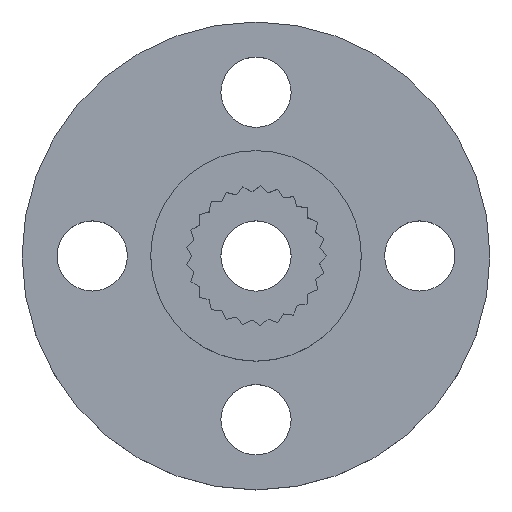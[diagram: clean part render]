
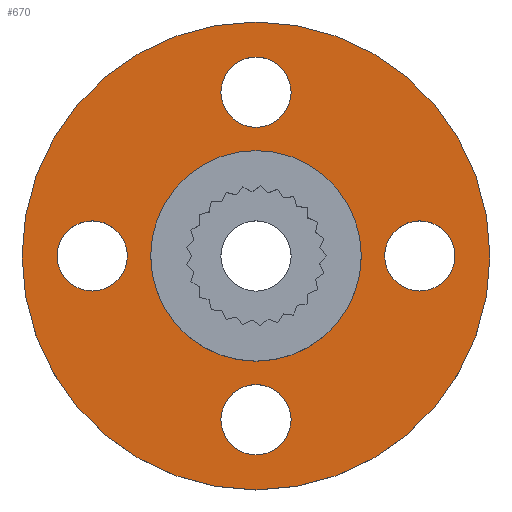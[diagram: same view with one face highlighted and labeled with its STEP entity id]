
A CAD part, top view. The second image highlights one B-rep face of the part: STEP entity #670.
In plain terms, the highlighted planar face has unit normal (0, 0, 1).
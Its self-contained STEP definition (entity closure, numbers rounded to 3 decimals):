
#41 = CIRCLE ( 'NONE', #2690, 1.5 ) ;
#64 = DIRECTION ( 'NONE',  ( 1., 0., 0. ) ) ;
#74 = FACE_BOUND ( 'NONE', #1020, .T. ) ;
#174 = ORIENTED_EDGE ( 'NONE', *, *, #1519, .F. ) ;
#187 = DIRECTION ( 'NONE',  ( 0., 0., 1. ) ) ;
#251 = CIRCLE ( 'NONE', #2020, 1.5 ) ;
#276 = DIRECTION ( 'NONE',  ( 1., 0., 0. ) ) ;
#281 = ORIENTED_EDGE ( 'NONE', *, *, #608, .F. ) ;
#305 = CARTESIAN_POINT ( 'NONE',  ( 0., 0., 2. ) ) ;
#310 = CIRCLE ( 'NONE', #2092, 1.5 ) ;
#317 = DIRECTION ( 'NONE',  ( 1., 0., 0. ) ) ;
#324 = CARTESIAN_POINT ( 'NONE',  ( -4.5, 0., 2. ) ) ;
#340 = AXIS2_PLACEMENT_3D ( 'NONE', #1792, #1552, #2313 ) ;
#422 = CARTESIAN_POINT ( 'NONE',  ( -7., 0., 2. ) ) ;
#452 = ORIENTED_EDGE ( 'NONE', *, *, #2473, .F. ) ;
#543 = DIRECTION ( 'NONE',  ( 1., 0., 0. ) ) ;
#557 = EDGE_LOOP ( 'NONE', ( #1450, #452 ) ) ;
#608 = EDGE_CURVE ( 'NONE', #2202, #2215, #1016, .T. ) ;
#617 = CARTESIAN_POINT ( 'NONE',  ( 10., 0., 2. ) ) ;
#643 = EDGE_LOOP ( 'NONE', ( #892, #174 ) ) ;
#661 = AXIS2_PLACEMENT_3D ( 'NONE', #1527, #853, #317 ) ;
#670 = ADVANCED_FACE ( 'NONE', ( #2985, #2261, #3050, #1277, #74, #2017 ), #2784, .T. ) ;
#682 = DIRECTION ( 'NONE',  ( 1., 0., 0. ) ) ;
#685 = ORIENTED_EDGE ( 'NONE', *, *, #2058, .F. ) ;
#702 = CARTESIAN_POINT ( 'NONE',  ( -1.5, -7., 2. ) ) ;
#743 = AXIS2_PLACEMENT_3D ( 'NONE', #2018, #1058, #1302 ) ;
#780 = DIRECTION ( 'NONE',  ( 0., 0., 1. ) ) ;
#813 = DIRECTION ( 'NONE',  ( 1., 0., 0. ) ) ;
#826 = CARTESIAN_POINT ( 'NONE',  ( 0., 0., 2. ) ) ;
#853 = DIRECTION ( 'NONE',  ( 0., 0., 1. ) ) ;
#891 = VERTEX_POINT ( 'NONE', #1358 ) ;
#892 = ORIENTED_EDGE ( 'NONE', *, *, #2986, .F. ) ;
#903 = DIRECTION ( 'NONE',  ( 1., 0., 0. ) ) ;
#907 = AXIS2_PLACEMENT_3D ( 'NONE', #826, #780, #543 ) ;
#969 = AXIS2_PLACEMENT_3D ( 'NONE', #3025, #2542, #2045 ) ;
#1000 = AXIS2_PLACEMENT_3D ( 'NONE', #1143, #2138, #2166 ) ;
#1016 = CIRCLE ( 'NONE', #661, 1.5 ) ;
#1020 = EDGE_LOOP ( 'NONE', ( #685, #2640 ) ) ;
#1056 = CARTESIAN_POINT ( 'NONE',  ( 8.5, 0., 2. ) ) ;
#1058 = DIRECTION ( 'NONE',  ( 0., 0., 1. ) ) ;
#1063 = CIRCLE ( 'NONE', #3013, 1.5 ) ;
#1078 = DIRECTION ( 'NONE',  ( 0., 0., 1. ) ) ;
#1132 = EDGE_CURVE ( 'NONE', #1689, #2494, #3009, .T. ) ;
#1140 = CARTESIAN_POINT ( 'NONE',  ( 0., 7., 2. ) ) ;
#1143 = CARTESIAN_POINT ( 'NONE',  ( 7., 0., 2. ) ) ;
#1243 = CARTESIAN_POINT ( 'NONE',  ( 5.5, 0., 2. ) ) ;
#1277 = FACE_BOUND ( 'NONE', #2127, .T. ) ;
#1302 = DIRECTION ( 'NONE',  ( 1., 0., 0. ) ) ;
#1358 = CARTESIAN_POINT ( 'NONE',  ( 4.5, 0., 2. ) ) ;
#1392 = CARTESIAN_POINT ( 'NONE',  ( 0., 7., 2. ) ) ;
#1397 = DIRECTION ( 'NONE',  ( 0., 0., 1. ) ) ;
#1450 = ORIENTED_EDGE ( 'NONE', *, *, #1940, .F. ) ;
#1464 = AXIS2_PLACEMENT_3D ( 'NONE', #2248, #1719, #276 ) ;
#1519 = EDGE_CURVE ( 'NONE', #1741, #1645, #310, .T. ) ;
#1527 = CARTESIAN_POINT ( 'NONE',  ( 0., -7., 2. ) ) ;
#1533 = CARTESIAN_POINT ( 'NONE',  ( -7., 0., 2. ) ) ;
#1552 = DIRECTION ( 'NONE',  ( 0., 0., 1. ) ) ;
#1555 = EDGE_CURVE ( 'NONE', #2215, #2202, #1063, .T. ) ;
#1579 = CARTESIAN_POINT ( 'NONE',  ( 0., -7., 2. ) ) ;
#1597 = ORIENTED_EDGE ( 'NONE', *, *, #1555, .F. ) ;
#1636 = CARTESIAN_POINT ( 'NONE',  ( 1.5, 7., 2. ) ) ;
#1645 = VERTEX_POINT ( 'NONE', #2700 ) ;
#1669 = CIRCLE ( 'NONE', #340, 4.5 ) ;
#1689 = VERTEX_POINT ( 'NONE', #2932 ) ;
#1719 = DIRECTION ( 'NONE',  ( 0., 0., 1. ) ) ;
#1733 = ORIENTED_EDGE ( 'NONE', *, *, #2716, .F. ) ;
#1741 = VERTEX_POINT ( 'NONE', #2873 ) ;
#1756 = CIRCLE ( 'NONE', #2686, 1.5 ) ;
#1782 = ORIENTED_EDGE ( 'NONE', *, *, #1963, .F. ) ;
#1792 = CARTESIAN_POINT ( 'NONE',  ( 0., 0., 2. ) ) ;
#1824 = AXIS2_PLACEMENT_3D ( 'NONE', #305, #2998, #64 ) ;
#1908 = VERTEX_POINT ( 'NONE', #1056 ) ;
#1940 = EDGE_CURVE ( 'NONE', #2899, #891, #1669, .T. ) ;
#1963 = EDGE_CURVE ( 'NONE', #3109, #2155, #1756, .T. ) ;
#2017 = FACE_BOUND ( 'NONE', #643, .T. ) ;
#2018 = CARTESIAN_POINT ( 'NONE',  ( 7., 0., 2. ) ) ;
#2020 = AXIS2_PLACEMENT_3D ( 'NONE', #1533, #2507, #813 ) ;
#2025 = DIRECTION ( 'NONE',  ( 1., 0., 0. ) ) ;
#2045 = DIRECTION ( 'NONE',  ( 1., 0., 0. ) ) ;
#2058 = EDGE_CURVE ( 'NONE', #2481, #1908, #2120, .T. ) ;
#2092 = AXIS2_PLACEMENT_3D ( 'NONE', #422, #1397, #682 ) ;
#2120 = CIRCLE ( 'NONE', #743, 1.5 ) ;
#2127 = EDGE_LOOP ( 'NONE', ( #1733, #1782 ) ) ;
#2138 = DIRECTION ( 'NONE',  ( 0., 0., 1. ) ) ;
#2155 = VERTEX_POINT ( 'NONE', #2326 ) ;
#2166 = DIRECTION ( 'NONE',  ( 1., 0., 0. ) ) ;
#2183 = EDGE_CURVE ( 'NONE', #1908, #2481, #2373, .T. ) ;
#2202 = VERTEX_POINT ( 'NONE', #702 ) ;
#2215 = VERTEX_POINT ( 'NONE', #2883 ) ;
#2248 = CARTESIAN_POINT ( 'NONE',  ( 0., 0., 2. ) ) ;
#2249 = EDGE_LOOP ( 'NONE', ( #281, #1597 ) ) ;
#2261 = FACE_BOUND ( 'NONE', #557, .T. ) ;
#2313 = DIRECTION ( 'NONE',  ( 1., 0., 0. ) ) ;
#2326 = CARTESIAN_POINT ( 'NONE',  ( -1.5, 7., 2. ) ) ;
#2373 = CIRCLE ( 'NONE', #1000, 1.5 ) ;
#2430 = CIRCLE ( 'NONE', #1464, 4.5 ) ;
#2473 = EDGE_CURVE ( 'NONE', #891, #2899, #2430, .T. ) ;
#2478 = ORIENTED_EDGE ( 'NONE', *, *, #2954, .T. ) ;
#2481 = VERTEX_POINT ( 'NONE', #1243 ) ;
#2494 = VERTEX_POINT ( 'NONE', #617 ) ;
#2503 = EDGE_LOOP ( 'NONE', ( #2805, #2478 ) ) ;
#2507 = DIRECTION ( 'NONE',  ( 0., 0., 1. ) ) ;
#2542 = DIRECTION ( 'NONE',  ( 0., 0., 1. ) ) ;
#2588 = CIRCLE ( 'NONE', #907, 10. ) ;
#2640 = ORIENTED_EDGE ( 'NONE', *, *, #2183, .F. ) ;
#2686 = AXIS2_PLACEMENT_3D ( 'NONE', #1392, #187, #3106 ) ;
#2690 = AXIS2_PLACEMENT_3D ( 'NONE', #1140, #3097, #903 ) ;
#2700 = CARTESIAN_POINT ( 'NONE',  ( -8.5, 0., 2. ) ) ;
#2716 = EDGE_CURVE ( 'NONE', #2155, #3109, #41, .T. ) ;
#2784 = PLANE ( 'NONE',  #1824 ) ;
#2805 = ORIENTED_EDGE ( 'NONE', *, *, #1132, .T. ) ;
#2873 = CARTESIAN_POINT ( 'NONE',  ( -5.5, 0., 2. ) ) ;
#2883 = CARTESIAN_POINT ( 'NONE',  ( 1.5, -7., 2. ) ) ;
#2899 = VERTEX_POINT ( 'NONE', #324 ) ;
#2932 = CARTESIAN_POINT ( 'NONE',  ( -10., 0., 2. ) ) ;
#2954 = EDGE_CURVE ( 'NONE', #2494, #1689, #2588, .T. ) ;
#2985 = FACE_BOUND ( 'NONE', #2249, .T. ) ;
#2986 = EDGE_CURVE ( 'NONE', #1645, #1741, #251, .T. ) ;
#2998 = DIRECTION ( 'NONE',  ( 0., 0., 1. ) ) ;
#3009 = CIRCLE ( 'NONE', #969, 10. ) ;
#3013 = AXIS2_PLACEMENT_3D ( 'NONE', #1579, #1078, #2025 ) ;
#3025 = CARTESIAN_POINT ( 'NONE',  ( 0., 0., 2. ) ) ;
#3050 = FACE_OUTER_BOUND ( 'NONE', #2503, .T. ) ;
#3097 = DIRECTION ( 'NONE',  ( 0., 0., 1. ) ) ;
#3106 = DIRECTION ( 'NONE',  ( 1., 0., 0. ) ) ;
#3109 = VERTEX_POINT ( 'NONE', #1636 ) ;
